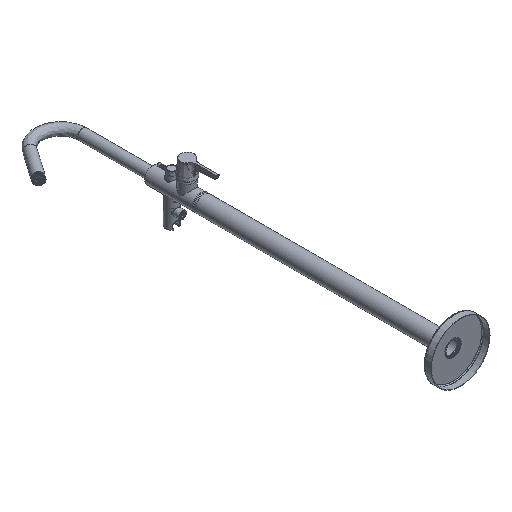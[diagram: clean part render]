
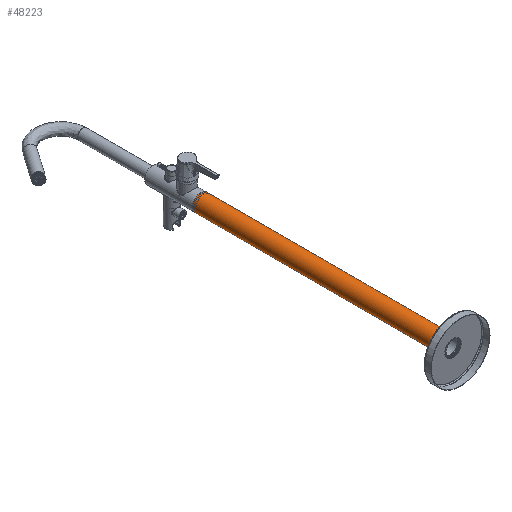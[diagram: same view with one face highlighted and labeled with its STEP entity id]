
A CAD part, isometric view. The second image highlights one B-rep face of the part: STEP entity #48223.
In plain terms, the highlighted cylindrical face has radius 22.5 mm (diameter 45 mm), a full revolution.
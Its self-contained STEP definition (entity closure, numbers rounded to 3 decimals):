
#1848 = DIRECTION ( 'NONE',  ( 0., 1., 0. ) ) ;
#2331 = AXIS2_PLACEMENT_3D ( 'NONE', #51561, #1848, #37839 ) ;
#3789 = FACE_OUTER_BOUND ( 'NONE', #34664, .T. ) ;
#5774 = DIRECTION ( 'NONE',  ( 0., 1., 0. ) ) ;
#8953 = ORIENTED_EDGE ( 'NONE', *, *, #40364, .T. ) ;
#14133 = DIRECTION ( 'NONE',  ( 0., -1., 0. ) ) ;
#17802 = CARTESIAN_POINT ( 'NONE',  ( 0., 690., 0. ) ) ;
#22377 = CYLINDRICAL_SURFACE ( 'NONE', #49889, 22.5 ) ;
#27551 = VERTEX_POINT ( 'NONE', #59310 ) ;
#28950 = CARTESIAN_POINT ( 'NONE',  ( 0., 684., 0. ) ) ;
#34548 = ORIENTED_EDGE ( 'NONE', *, *, #56590, .F. ) ;
#34664 = EDGE_LOOP ( 'NONE', ( #34548 ) ) ;
#35833 = EDGE_LOOP ( 'NONE', ( #8953 ) ) ;
#37839 = DIRECTION ( 'NONE',  ( 0., 0., -1. ) ) ;
#39405 = CIRCLE ( 'NONE', #47159, 22.5 ) ;
#40364 = EDGE_CURVE ( 'NONE', #44673, #44673, #58827, .T. ) ;
#42805 = DIRECTION ( 'NONE',  ( 0., 0., -1. ) ) ;
#44673 = VERTEX_POINT ( 'NONE', #49543 ) ;
#47159 = AXIS2_PLACEMENT_3D ( 'NONE', #28950, #5774, #50909 ) ;
#48223 = ADVANCED_FACE ( 'NONE', ( #54718, #3789 ), #22377, .T. ) ;
#49543 = CARTESIAN_POINT ( 'NONE',  ( 0., 0., -22.5 ) ) ;
#49889 = AXIS2_PLACEMENT_3D ( 'NONE', #17802, #14133, #42805 ) ;
#50909 = DIRECTION ( 'NONE',  ( 0., 0., 1. ) ) ;
#51561 = CARTESIAN_POINT ( 'NONE',  ( 0., 0., 0. ) ) ;
#54718 = FACE_OUTER_BOUND ( 'NONE', #35833, .T. ) ;
#56590 = EDGE_CURVE ( 'NONE', #27551, #27551, #39405, .T. ) ;
#58827 = CIRCLE ( 'NONE', #2331, 22.5 ) ;
#59310 = CARTESIAN_POINT ( 'NONE',  ( 0., 684., 22.5 ) ) ;
